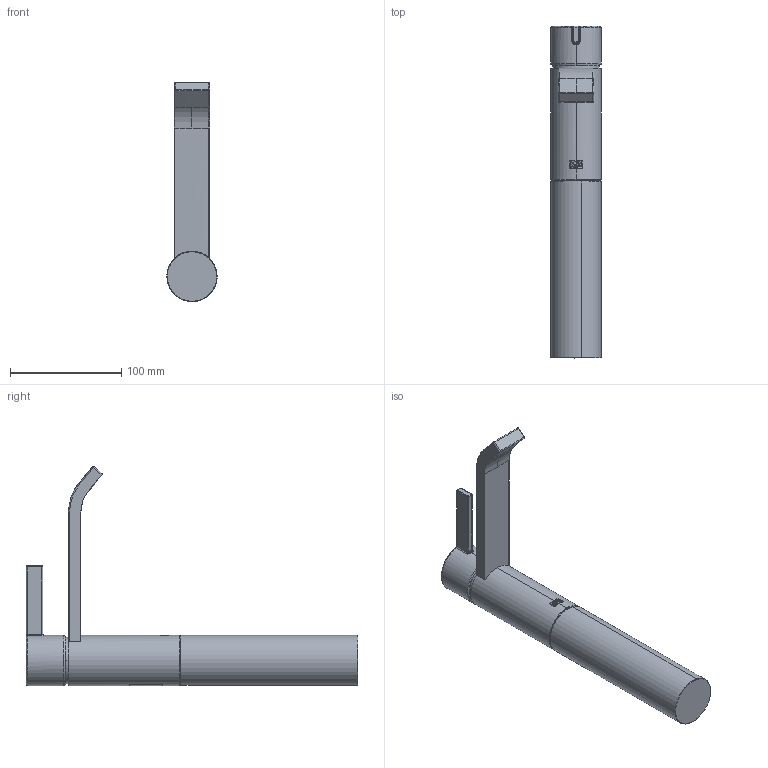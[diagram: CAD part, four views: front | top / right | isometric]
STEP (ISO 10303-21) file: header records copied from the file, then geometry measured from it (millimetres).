
FILE_DESCRIPTION (( 'STEP AP214' ), '1' );
FILE_NAME ('33537671ff_PM.STEP', '2023-11-20T10:23:45', ( '' ), ( '' ), 'SwSTEP 2.0', 'SolidWorks 2023', '' );
FILE_SCHEMA (( 'AUTOMOTIVE_DESIGN' ));
Length unit declared in the file: millimetre
Products named in the file (6): 33537671ff_PM; Planungsmodell_Rohr-+-09300130990_K1_45x170; Planungsmodell_Hebel-+-09206701821_K1_45x35; Planungsmodell_Rohr-+-09.28.22.238.94-01_-_K16_32x174; Planungsmodell_Koerper-+-091967044211_K1_45x105; Planungsmodell_Haube-+-09283005990_K1_42
Assembly tree (5 placements, depth 2):
  33537671ff_PM
    Planungsmodell_Koerper-+-091967044211_K1_45x105
    Planungsmodell_Rohr-+-09.28.22.238.94-01_-_K16_32x174
    Planungsmodell_Hebel-+-09206701821_K1_45x35
    Planungsmodell_Haube-+-09283005990_K1_42
    Planungsmodell_Rohr-+-09300130990_K1_45x170
Bounding box: 45 x 298 x 196.77 mm (x, y, z)
Volume: 543217.5 mm3; surface area: 80981.5 mm2
Topology: 5 solids, 9 shells, 489 faces, 1198 edges, 732 vertices
Faces by surface type: plane 156, cylinder 128, bspline 124, torus 42, cone 31, sphere 8
Entity records: 22190 total; most frequent: CARTESIAN_POINT 11494, ORIENTED_EDGE 2366, DIRECTION 1943, EDGE_CURVE 1183, AXIS2_PLACEMENT_3D 762, VERTEX_POINT 732, EDGE_LOOP 519, FACE_OUTER_BOUND 489
